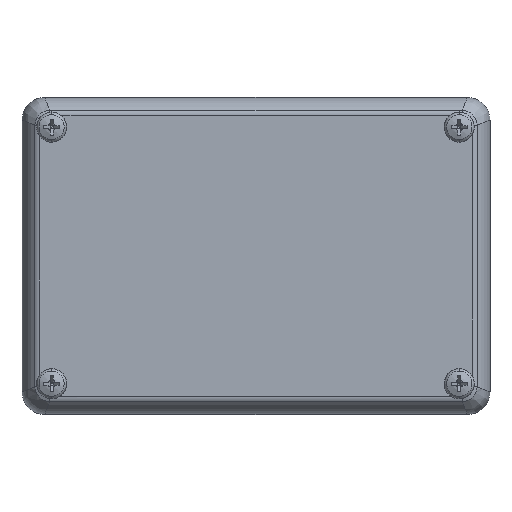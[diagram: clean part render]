
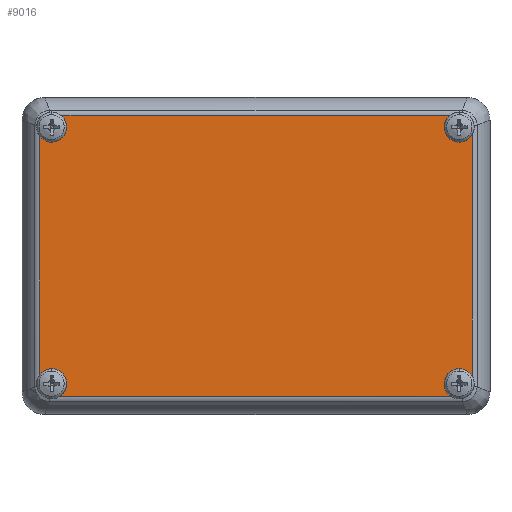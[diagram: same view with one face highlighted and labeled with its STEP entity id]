
A CAD part, front view. The second image highlights one B-rep face of the part: STEP entity #9016.
In plain terms, the highlighted planar face has unit normal (0, -1, 0).
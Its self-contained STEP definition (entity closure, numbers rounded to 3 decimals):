
#325 = CIRCLE ( 'NONE', #15121, 4. ) ;
#399 = DIRECTION ( 'NONE',  ( 0., 0., -1. ) ) ;
#511 = EDGE_LOOP ( 'NONE', ( #24979, #6873, #22491, #850, #13730, #17493, #12341, #21315, #6860, #1763, #6826, #15291 ) ) ;
#850 = ORIENTED_EDGE ( 'NONE', *, *, #1205, .T. ) ;
#881 = CARTESIAN_POINT ( 'NONE',  ( -84.064, -6.8, 75.999 ) ) ;
#918 = VERTEX_POINT ( 'NONE', #21075 ) ;
#1052 = EDGE_CURVE ( 'NONE', #6527, #8509, #3668, .T. ) ;
#1205 = EDGE_CURVE ( 'NONE', #1418, #22872, #16869, .T. ) ;
#1329 = AXIS2_PLACEMENT_3D ( 'NONE', #10639, #24393, #12596 ) ;
#1418 = VERTEX_POINT ( 'NONE', #18667 ) ;
#1527 = DIRECTION ( 'NONE',  ( -1., 0., 0. ) ) ;
#1763 = ORIENTED_EDGE ( 'NONE', *, *, #19225, .T. ) ;
#2467 = CARTESIAN_POINT ( 'NONE',  ( -78.063, -6.8, 29.443 ) ) ;
#2716 = VECTOR ( 'NONE', #12980, 1000. ) ;
#3490 = VERTEX_POINT ( 'NONE', #9968 ) ;
#3578 = DIRECTION ( 'NONE',  ( 0., -1., 0. ) ) ;
#3621 = CARTESIAN_POINT ( 'NONE',  ( -81.197, -6.8, -39.114 ) ) ;
#3656 = CIRCLE ( 'NONE', #22592, 4. ) ;
#3668 = CIRCLE ( 'NONE', #15391, 4. ) ;
#3932 = CARTESIAN_POINT ( 'NONE',  ( 27.452, -6.8, 32.578 ) ) ;
#4010 = EDGE_CURVE ( 'NONE', #8509, #22872, #325, .T. ) ;
#4241 = CIRCLE ( 'NONE', #22866, 4. ) ;
#4420 = DIRECTION ( 'NONE',  ( 0., 0., -1. ) ) ;
#4737 = AXIS2_PLACEMENT_3D ( 'NONE', #15332, #3578, #17318 ) ;
#4804 = PLANE ( 'NONE',  #6569 ) ;
#4932 = VERTEX_POINT ( 'NONE', #19971 ) ;
#5280 = CARTESIAN_POINT ( 'NONE',  ( -76.036, -6.8, -42.005 ) ) ;
#5389 = EDGE_CURVE ( 'NONE', #3490, #918, #23946, .T. ) ;
#5455 = VERTEX_POINT ( 'NONE', #23621 ) ;
#5821 = CARTESIAN_POINT ( 'NONE',  ( -78.063, -6.8, -38.557 ) ) ;
#6421 = CARTESIAN_POINT ( 'NONE',  ( -78.063, -6.8, -34.557 ) ) ;
#6527 = VERTEX_POINT ( 'NONE', #3932 ) ;
#6569 = AXIS2_PLACEMENT_3D ( 'NONE', #881, #22401, #6781 ) ;
#6622 = VERTEX_POINT ( 'NONE', #18020 ) ;
#6781 = DIRECTION ( 'NONE',  ( 0., 0., 1. ) ) ;
#6807 = EDGE_CURVE ( 'NONE', #6527, #10517, #12489, .T. ) ;
#6826 = ORIENTED_EDGE ( 'NONE', *, *, #9005, .F. ) ;
#6860 = ORIENTED_EDGE ( 'NONE', *, *, #5389, .F. ) ;
#6873 = ORIENTED_EDGE ( 'NONE', *, *, #25424, .F. ) ;
#7020 = VECTOR ( 'NONE', #16604, 1000. ) ;
#7783 = DIRECTION ( 'NONE',  ( 0., 0., -1. ) ) ;
#8509 = VERTEX_POINT ( 'NONE', #18757 ) ;
#8678 = CARTESIAN_POINT ( 'NONE',  ( -75.578, -6.8, 32.578 ) ) ;
#9005 = EDGE_CURVE ( 'NONE', #22690, #4932, #13931, .T. ) ;
#9016 = ADVANCED_FACE ( 'NONE', ( #23784 ), #4804, .F. ) ;
#9019 = CARTESIAN_POINT ( 'NONE',  ( 30.494, -6.8, -42.005 ) ) ;
#9700 = DIRECTION ( 'NONE',  ( 0., -1., 0. ) ) ;
#9968 = CARTESIAN_POINT ( 'NONE',  ( -81.197, -6.8, 26.958 ) ) ;
#10012 = DIRECTION ( 'NONE',  ( 0., -1., 0. ) ) ;
#10517 = VERTEX_POINT ( 'NONE', #8678 ) ;
#10537 = VECTOR ( 'NONE', #25163, 1000. ) ;
#10639 = CARTESIAN_POINT ( 'NONE',  ( -78.063, -6.8, -38.557 ) ) ;
#11129 = LINE ( 'NONE', #3621, #10537 ) ;
#11165 = CIRCLE ( 'NONE', #4737, 4. ) ;
#11722 = DIRECTION ( 'NONE',  ( 0., -1., 0. ) ) ;
#11974 = CIRCLE ( 'NONE', #20167, 4. ) ;
#12113 = DIRECTION ( 'NONE',  ( 0., -1., 0. ) ) ;
#12341 = ORIENTED_EDGE ( 'NONE', *, *, #6807, .T. ) ;
#12489 = LINE ( 'NONE', #25047, #22338 ) ;
#12596 = DIRECTION ( 'NONE',  ( 0., 0., -1. ) ) ;
#12980 = DIRECTION ( 'NONE',  ( 1., 0., 0. ) ) ;
#13730 = ORIENTED_EDGE ( 'NONE', *, *, #4010, .F. ) ;
#13931 = CIRCLE ( 'NONE', #1329, 4. ) ;
#15121 = AXIS2_PLACEMENT_3D ( 'NONE', #21789, #10012, #23779 ) ;
#15291 = ORIENTED_EDGE ( 'NONE', *, *, #15644, .F. ) ;
#15332 = CARTESIAN_POINT ( 'NONE',  ( 29.937, -6.8, -38.557 ) ) ;
#15391 = AXIS2_PLACEMENT_3D ( 'NONE', #23898, #12113, #399 ) ;
#15644 = EDGE_CURVE ( 'NONE', #18547, #22690, #4241, .T. ) ;
#16192 = DIRECTION ( 'NONE',  ( 0., -1., 0. ) ) ;
#16604 = DIRECTION ( 'NONE',  ( 0., 0., 1. ) ) ;
#16869 = LINE ( 'NONE', #20467, #7020 ) ;
#16980 = CARTESIAN_POINT ( 'NONE',  ( 33.386, -6.8, 27.417 ) ) ;
#17318 = DIRECTION ( 'NONE',  ( 0., 0., -1. ) ) ;
#17493 = ORIENTED_EDGE ( 'NONE', *, *, #1052, .F. ) ;
#18020 = CARTESIAN_POINT ( 'NONE',  ( 29.937, -6.8, -34.557 ) ) ;
#18358 = LINE ( 'NONE', #9019, #2716 ) ;
#18547 = VERTEX_POINT ( 'NONE', #5280 ) ;
#18667 = CARTESIAN_POINT ( 'NONE',  ( 33.386, -6.8, -36.53 ) ) ;
#18757 = CARTESIAN_POINT ( 'NONE',  ( 29.937, -6.8, 25.443 ) ) ;
#19225 = EDGE_CURVE ( 'NONE', #3490, #4932, #11129, .T. ) ;
#19576 = DIRECTION ( 'NONE',  ( 0., -1., 0. ) ) ;
#19971 = CARTESIAN_POINT ( 'NONE',  ( -81.197, -6.8, -36.072 ) ) ;
#20161 = AXIS2_PLACEMENT_3D ( 'NONE', #21477, #9700, #23462 ) ;
#20167 = AXIS2_PLACEMENT_3D ( 'NONE', #2467, #16192, #4420 ) ;
#20467 = CARTESIAN_POINT ( 'NONE',  ( 33.386, -6.8, 29.686 ) ) ;
#21075 = CARTESIAN_POINT ( 'NONE',  ( -78.063, -6.8, 25.443 ) ) ;
#21315 = ORIENTED_EDGE ( 'NONE', *, *, #21593, .F. ) ;
#21477 = CARTESIAN_POINT ( 'NONE',  ( -78.063, -6.8, 29.443 ) ) ;
#21593 = EDGE_CURVE ( 'NONE', #918, #10517, #11974, .T. ) ;
#21789 = CARTESIAN_POINT ( 'NONE',  ( 29.937, -6.8, 29.443 ) ) ;
#22338 = VECTOR ( 'NONE', #1527, 1000. ) ;
#22401 = DIRECTION ( 'NONE',  ( 0., 1., 0. ) ) ;
#22491 = ORIENTED_EDGE ( 'NONE', *, *, #22531, .F. ) ;
#22531 = EDGE_CURVE ( 'NONE', #1418, #6622, #3656, .T. ) ;
#22592 = AXIS2_PLACEMENT_3D ( 'NONE', #23510, #11722, #25489 ) ;
#22690 = VERTEX_POINT ( 'NONE', #6421 ) ;
#22866 = AXIS2_PLACEMENT_3D ( 'NONE', #5821, #19576, #7783 ) ;
#22872 = VERTEX_POINT ( 'NONE', #16980 ) ;
#23312 = EDGE_CURVE ( 'NONE', #18547, #5455, #18358, .T. ) ;
#23462 = DIRECTION ( 'NONE',  ( 0., 0., -1. ) ) ;
#23510 = CARTESIAN_POINT ( 'NONE',  ( 29.937, -6.8, -38.557 ) ) ;
#23621 = CARTESIAN_POINT ( 'NONE',  ( 27.911, -6.8, -42.005 ) ) ;
#23779 = DIRECTION ( 'NONE',  ( 0., 0., -1. ) ) ;
#23784 = FACE_OUTER_BOUND ( 'NONE', #511, .T. ) ;
#23898 = CARTESIAN_POINT ( 'NONE',  ( 29.937, -6.8, 29.443 ) ) ;
#23946 = CIRCLE ( 'NONE', #20161, 4. ) ;
#24393 = DIRECTION ( 'NONE',  ( 0., -1., 0. ) ) ;
#24979 = ORIENTED_EDGE ( 'NONE', *, *, #23312, .T. ) ;
#25047 = CARTESIAN_POINT ( 'NONE',  ( -78.306, -6.8, 32.578 ) ) ;
#25163 = DIRECTION ( 'NONE',  ( 0., 0., -1. ) ) ;
#25424 = EDGE_CURVE ( 'NONE', #6622, #5455, #11165, .T. ) ;
#25489 = DIRECTION ( 'NONE',  ( 0., 0., -1. ) ) ;
